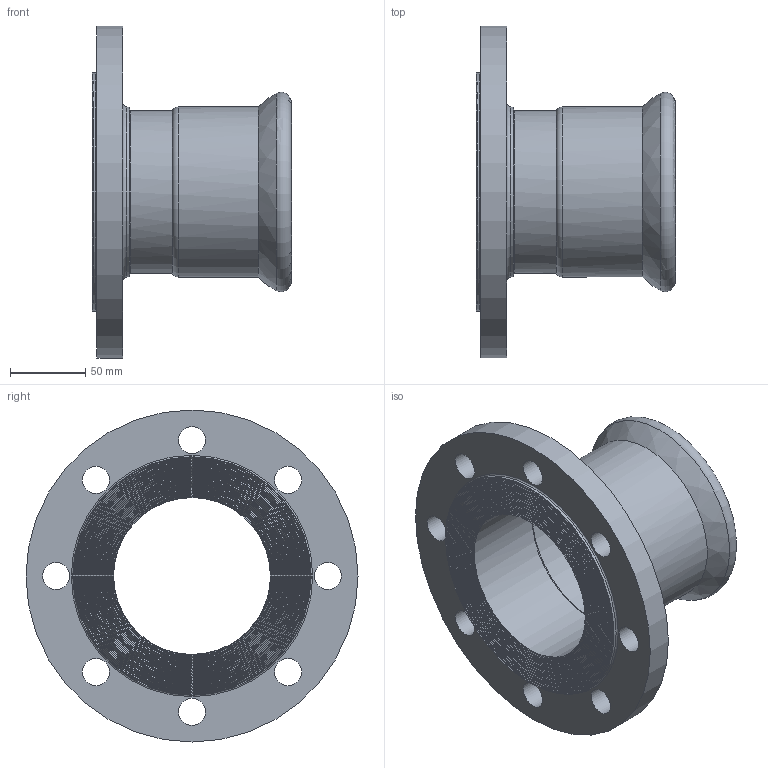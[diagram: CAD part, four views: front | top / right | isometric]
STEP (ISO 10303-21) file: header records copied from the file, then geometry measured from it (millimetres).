
FILE_DESCRIPTION(/* description */ ('FLANGIA CON MANICOTTO DN 108 STEEL'),/* implementation_level */ '2;1');
FILE_NAME(/* name */ '393108000_Steelpres.stp',/* time_stamp */ '2022-10-24T08:26:24+02:00',/* author */ ('Vault'),/* organization */ ('Raccorderie metalliche s.p.a. '),/* preprocessor_version */ 'ST-DEVELOPER v18.1',/* originating_system */ 'Autodesk Inventor 2020',/* authorisation */ 'Raccorderie metalliche s.p.a. ');
FILE_SCHEMA (('AUTOMOTIVE_DESIGN { 1 0 10303 214 3 1 1 }'));
Length unit declared in the file: millimetre
Products named in the file (1): 393108000_Steelpres
Bounding box: 132 x 220 x 220 mm (x, y, z)
Volume: 631227.6 mm3; surface area: 168459.1 mm2
Topology: 1 solids, 1 shells, 83 faces, 261 edges, 180 vertices
Faces by surface type: cone 57, cylinder 16, torus 7, plane 2, bspline 1
Full cylindrical faces by diameter (mm): 18 x8, 104 x1, 108 x1, 108.8 x1, 110.7 x2, 112.8 x1, 158 x1, 220 x1
Entity records: 3146 total; most frequent: DIRECTION 615, CARTESIAN_POINT 551, ORIENTED_EDGE 522, AXIS2_PLACEMENT_3D 271, EDGE_CURVE 261, CIRCLE 188, VERTEX_POINT 180, EDGE_LOOP 101
